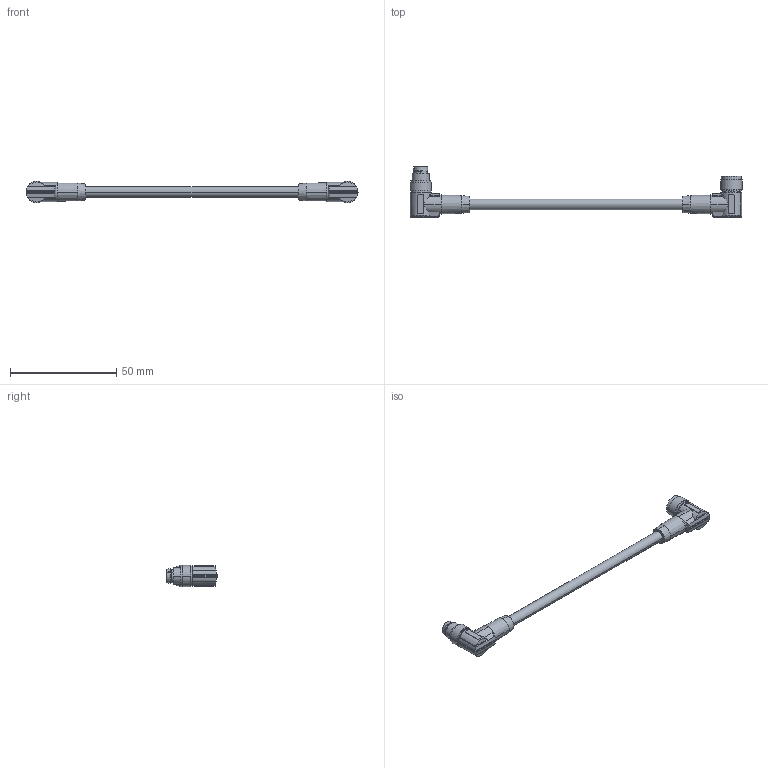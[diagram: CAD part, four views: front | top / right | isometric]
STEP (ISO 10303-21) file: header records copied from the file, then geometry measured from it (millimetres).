
FILE_DESCRIPTION(('SolidDesigner STEP Export'),'2;1');
FILE_NAME('1406057_SAC_3P_M8MR_0.5_542_M8FR_SH_BK-select.stp','2013-07-02T11:00:57',(''),(''),'Creo Elements/Direct Modeling STEP processor for AP214 (Solid Model)','Creo Elements/Direct Modeling 18.1 06-May-2012 (C) Parametric Technology GmbH','');
FILE_SCHEMA(('AUTOMOTIVE_DESIGN { 1 0 10303 214 1 1 1 1 }'));
Length unit declared in the file: millimetre
Products named in the file (1): 1406057_SAC_3P_M8MR_0.5_542_M8FR_SH_BK-select
Bounding box: 156 x 23.69 x 10 mm (x, y, z)
Volume: 6823.1 mm3; surface area: 4635.9 mm2
Topology: 1 solids, 1 shells, 206 faces, 507 edges, 329 vertices
Faces by surface type: cylinder 123, plane 65, cone 18
Entity records: 10165 total; most frequent: CARTESIAN_POINT 3938, ORIENTED_EDGE 1014, DIRECTION 840, EDGE_CURVE 507, VERTEX_POINT 329, AXIS2_PLACEMENT_3D 327, EDGE_LOOP 232, COLOUR_RGB 207
